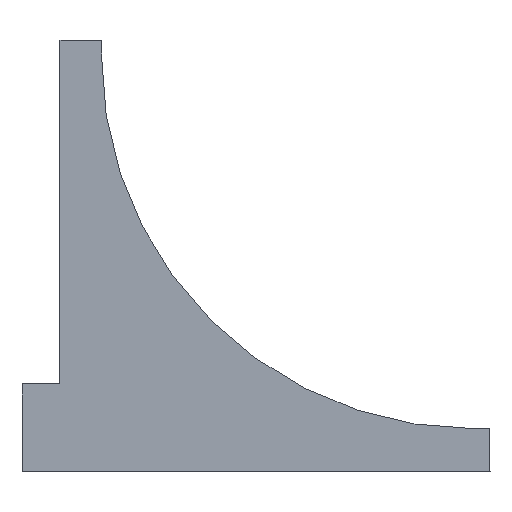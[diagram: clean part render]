
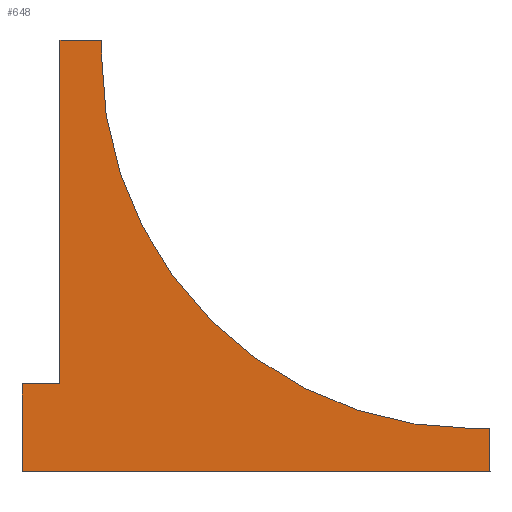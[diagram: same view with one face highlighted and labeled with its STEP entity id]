
A CAD part, front view. The second image highlights one B-rep face of the part: STEP entity #648.
In plain terms, the highlighted planar face has unit normal (0, -1, 0).
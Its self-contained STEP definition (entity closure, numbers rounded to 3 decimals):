
#38=CIRCLE('',#710,44.);
#81=FACE_OUTER_BOUND('',#123,.T.);
#123=EDGE_LOOP('',(#526,#527,#528,#529,#530,#531,#532,#533,#534));
#142=LINE('',#932,#207);
#151=LINE('',#955,#216);
#170=LINE('',#1081,#235);
#172=LINE('',#1086,#237);
#175=LINE('',#1090,#240);
#189=LINE('',#1121,#254);
#192=LINE('',#1128,#257);
#196=LINE('',#1135,#261);
#207=VECTOR('',#744,10.);
#216=VECTOR('',#763,10.);
#235=VECTOR('',#812,10.);
#237=VECTOR('',#816,10.);
#240=VECTOR('',#821,10.);
#254=VECTOR('',#847,10.);
#257=VECTOR('',#852,10.);
#261=VECTOR('',#858,10.);
#271=VERTEX_POINT('',#928);
#273=VERTEX_POINT('',#931);
#282=VERTEX_POINT('',#953);
#301=VERTEX_POINT('',#1074);
#304=VERTEX_POINT('',#1079);
#306=VERTEX_POINT('',#1085);
#317=VERTEX_POINT('',#1120);
#319=VERTEX_POINT('',#1125);
#320=VERTEX_POINT('',#1127);
#331=EDGE_CURVE('',#273,#271,#142,.T.);
#343=EDGE_CURVE('',#282,#271,#151,.T.);
#371=EDGE_CURVE('',#301,#304,#170,.T.);
#373=EDGE_CURVE('',#306,#301,#172,.T.);
#376=EDGE_CURVE('',#282,#306,#175,.T.);
#392=EDGE_CURVE('',#304,#317,#189,.T.);
#395=EDGE_CURVE('',#319,#320,#192,.T.);
#399=EDGE_CURVE('',#320,#317,#196,.T.);
#400=EDGE_CURVE('',#319,#273,#38,.T.);
#526=ORIENTED_EDGE('',*,*,#376,.T.);
#527=ORIENTED_EDGE('',*,*,#373,.T.);
#528=ORIENTED_EDGE('',*,*,#371,.T.);
#529=ORIENTED_EDGE('',*,*,#392,.T.);
#530=ORIENTED_EDGE('',*,*,#399,.F.);
#531=ORIENTED_EDGE('',*,*,#395,.F.);
#532=ORIENTED_EDGE('',*,*,#400,.T.);
#533=ORIENTED_EDGE('',*,*,#331,.T.);
#534=ORIENTED_EDGE('',*,*,#343,.F.);
#621=PLANE('',#709);
#648=ADVANCED_FACE('',(#81),#621,.F.);
#709=AXIS2_PLACEMENT_3D('',#1134,#856,#857);
#710=AXIS2_PLACEMENT_3D('',#1136,#859,#860);
#744=DIRECTION('',(0.,0.,1.));
#763=DIRECTION('',(1.,0.,0.));
#812=DIRECTION('',(0.,0.,-1.));
#816=DIRECTION('',(-1.,0.,0.));
#821=DIRECTION('',(0.,0.,-1.));
#847=DIRECTION('',(1.,0.,0.));
#852=DIRECTION('',(1.,0.,0.));
#856=DIRECTION('center_axis',(0.,1.,0.));
#857=DIRECTION('ref_axis',(1.,0.,0.));
#858=DIRECTION('',(0.,0.,-1.));
#859=DIRECTION('center_axis',(0.,1.,0.));
#860=DIRECTION('ref_axis',(1.,0.,0.));
#928=CARTESIAN_POINT('',(-36.056,31.937,12.165));
#931=CARTESIAN_POINT('',(-36.056,31.937,10.165));
#932=CARTESIAN_POINT('',(-36.056,31.937,10.165));
#953=CARTESIAN_POINT('',(-40.991,31.937,12.165));
#955=CARTESIAN_POINT('',(-40.991,31.937,12.165));
#1074=CARTESIAN_POINT('',(-45.491,31.937,-28.535));
#1079=CARTESIAN_POINT('',(-45.491,31.937,-38.935));
#1081=CARTESIAN_POINT('',(-45.491,31.937,-33.135));
#1085=CARTESIAN_POINT('',(-40.991,31.937,-28.535));
#1086=CARTESIAN_POINT('',(-10.615,31.937,-28.535));
#1090=CARTESIAN_POINT('',(-40.991,31.937,-13.688));
#1120=CARTESIAN_POINT('',(9.944,31.937,-38.935));
#1121=CARTESIAN_POINT('',(7.944,31.937,-38.935));
#1125=CARTESIAN_POINT('',(7.944,31.937,-33.835));
#1127=CARTESIAN_POINT('',(9.944,31.937,-33.835));
#1128=CARTESIAN_POINT('',(7.944,31.937,-33.835));
#1134=CARTESIAN_POINT('Origin',(-14.99,31.937,-5.84));
#1135=CARTESIAN_POINT('',(9.944,31.937,-19.488));
#1136=CARTESIAN_POINT('Origin',(7.944,31.937,10.165));
